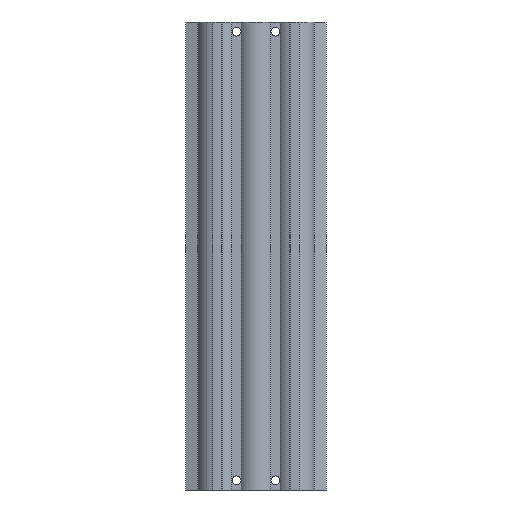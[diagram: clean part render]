
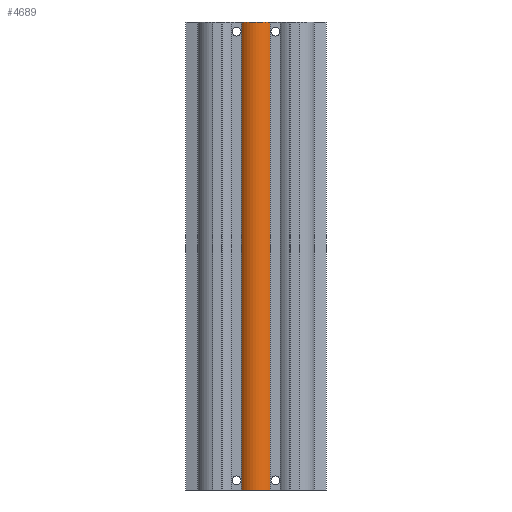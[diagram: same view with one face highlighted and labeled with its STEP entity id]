
A CAD part, front view. The second image highlights one B-rep face of the part: STEP entity #4689.
In plain terms, the highlighted cylindrical face has radius 10 mm (diameter 20 mm), a partial arc.
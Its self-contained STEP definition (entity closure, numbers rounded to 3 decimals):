
#254=CYLINDRICAL_SURFACE('',#5115,10.);
#449=LINE('',#8317,#681);
#450=LINE('',#8323,#682);
#681=VECTOR('',#5910,1000.);
#682=VECTOR('',#5917,1000.);
#1106=ORIENTED_EDGE('',*,*,#2262,.F.);
#1107=ORIENTED_EDGE('',*,*,#2261,.F.);
#1108=ORIENTED_EDGE('',*,*,#2263,.T.);
#1109=ORIENTED_EDGE('',*,*,#2264,.T.);
#2261=EDGE_CURVE('',#2831,#2830,#449,.T.);
#2262=EDGE_CURVE('',#2830,#2832,#3208,.T.);
#2263=EDGE_CURVE('',#2831,#2833,#3209,.T.);
#2264=EDGE_CURVE('',#2833,#2832,#450,.T.);
#2830=VERTEX_POINT('',#8314);
#2831=VERTEX_POINT('',#8316);
#2832=VERTEX_POINT('',#8320);
#2833=VERTEX_POINT('',#8322);
#3208=CIRCLE('',#5116,10.);
#3209=CIRCLE('',#5117,10.);
#3519=EDGE_LOOP('',(#1106,#1107,#1108,#1109));
#4091=FACE_BOUND('',#3519,.T.);
#4689=ADVANCED_FACE('',(#4091),#254,.T.);
#5115=AXIS2_PLACEMENT_3D('',#8318,#5911,#5912);
#5116=AXIS2_PLACEMENT_3D('',#8319,#5913,#5914);
#5117=AXIS2_PLACEMENT_3D('',#8321,#5915,#5916);
#5910=DIRECTION('',(0.,0.,1.));
#5911=DIRECTION('',(0.,0.,1.));
#5912=DIRECTION('',(1.,0.,0.));
#5913=DIRECTION('',(0.,0.,1.));
#5914=DIRECTION('',(1.,0.,0.));
#5915=DIRECTION('',(0.,0.,1.));
#5916=DIRECTION('',(1.,0.,0.));
#5917=DIRECTION('',(0.,0.,1.));
#8314=CARTESIAN_POINT('',(-7.491,4.375,0.));
#8316=CARTESIAN_POINT('',(-7.491,4.375,-242.));
#8317=CARTESIAN_POINT('',(-7.491,4.375,-242.));
#8318=CARTESIAN_POINT('',(0.,11.,-242.));
#8319=CARTESIAN_POINT('',(0.,11.,0.));
#8320=CARTESIAN_POINT('',(7.491,4.375,0.));
#8321=CARTESIAN_POINT('',(0.,11.,-242.));
#8322=CARTESIAN_POINT('',(7.491,4.375,-242.));
#8323=CARTESIAN_POINT('',(7.491,4.375,-242.));
